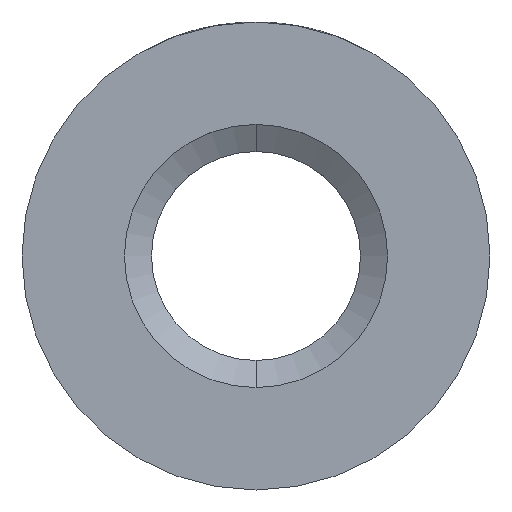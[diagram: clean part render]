
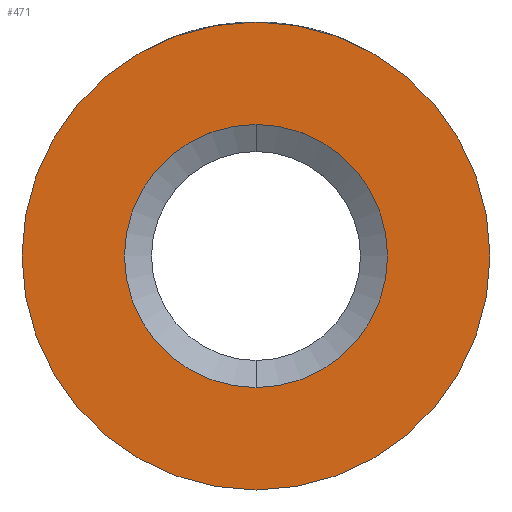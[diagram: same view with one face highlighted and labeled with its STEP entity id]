
A CAD part, front view. The second image highlights one B-rep face of the part: STEP entity #471.
In plain terms, the highlighted planar face has unit normal (0, -1, 0).
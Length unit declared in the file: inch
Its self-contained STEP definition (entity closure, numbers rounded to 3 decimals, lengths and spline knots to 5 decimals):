
#70 = DIRECTION ( 'NONE',  ( 0., 0., 1. ) ) ;
#71 = DIRECTION ( 'NONE',  ( 0., 1., 0. ) ) ;
#74 = CARTESIAN_POINT ( 'NONE',  ( 0., 0., 0. ) ) ;
#127 = CIRCLE ( 'NONE', #362, 0.21 ) ;
#254 = CIRCLE ( 'NONE', #442, 0.11811 ) ;
#268 = CARTESIAN_POINT ( 'NONE',  ( 0., 0., 0.21 ) ) ;
#276 = CIRCLE ( 'NONE', #446, 0.11811 ) ;
#279 = CARTESIAN_POINT ( 'NONE',  ( 0., 0., -0.21 ) ) ;
#284 = DIRECTION ( 'NONE',  ( 0., 0., -1. ) ) ;
#287 = DIRECTION ( 'NONE',  ( 0., -1., 0. ) ) ;
#290 = CARTESIAN_POINT ( 'NONE',  ( 0., 0., 0. ) ) ;
#303 = FACE_OUTER_BOUND ( 'NONE', #409, .T. ) ;
#306 = FACE_BOUND ( 'NONE', #486, .T. ) ;
#332 = CIRCLE ( 'NONE', #501, 0.21 ) ;
#359 = EDGE_CURVE ( 'NONE', #648, #661, #332, .T. ) ;
#362 = AXIS2_PLACEMENT_3D ( 'NONE', #74, #71, #70 ) ;
#409 = EDGE_LOOP ( 'NONE', ( #702, #642 ) ) ;
#427 = VERTEX_POINT ( 'NONE', #727 ) ;
#442 = AXIS2_PLACEMENT_3D ( 'NONE', #290, #287, #284 ) ;
#446 = AXIS2_PLACEMENT_3D ( 'NONE', #629, #544, #508 ) ;
#450 = ORIENTED_EDGE ( 'NONE', *, *, #613, .F. ) ;
#467 = AXIS2_PLACEMENT_3D ( 'NONE', #734, #735, #736 ) ;
#471 = ADVANCED_FACE ( 'NONE', ( #306, #303 ), #729, .F. ) ;
#486 = EDGE_LOOP ( 'NONE', ( #569, #450 ) ) ;
#498 = VERTEX_POINT ( 'NONE', #722 ) ;
#501 = AXIS2_PLACEMENT_3D ( 'NONE', #692, #693, #696 ) ;
#508 = DIRECTION ( 'NONE',  ( 0., 0., -1. ) ) ;
#544 = DIRECTION ( 'NONE',  ( 0., -1., 0. ) ) ;
#555 = EDGE_CURVE ( 'NONE', #427, #498, #276, .T. ) ;
#569 = ORIENTED_EDGE ( 'NONE', *, *, #555, .F. ) ;
#613 = EDGE_CURVE ( 'NONE', #498, #427, #254, .T. ) ;
#629 = CARTESIAN_POINT ( 'NONE',  ( 0., 0., 0. ) ) ;
#642 = ORIENTED_EDGE ( 'NONE', *, *, #779, .F. ) ;
#648 = VERTEX_POINT ( 'NONE', #279 ) ;
#661 = VERTEX_POINT ( 'NONE', #268 ) ;
#692 = CARTESIAN_POINT ( 'NONE',  ( 0., 0., 0. ) ) ;
#693 = DIRECTION ( 'NONE',  ( 0., 1., 0. ) ) ;
#696 = DIRECTION ( 'NONE',  ( 0., 0., 1. ) ) ;
#702 = ORIENTED_EDGE ( 'NONE', *, *, #359, .F. ) ;
#722 = CARTESIAN_POINT ( 'NONE',  ( 0., 0., 0.11811 ) ) ;
#727 = CARTESIAN_POINT ( 'NONE',  ( 0., 0., -0.11811 ) ) ;
#729 = PLANE ( 'NONE',  #467 ) ;
#734 = CARTESIAN_POINT ( 'NONE',  ( 0., 0., 0. ) ) ;
#735 = DIRECTION ( 'NONE',  ( 0., 1., 0. ) ) ;
#736 = DIRECTION ( 'NONE',  ( 0., 0., 1. ) ) ;
#779 = EDGE_CURVE ( 'NONE', #661, #648, #127, .T. ) ;
